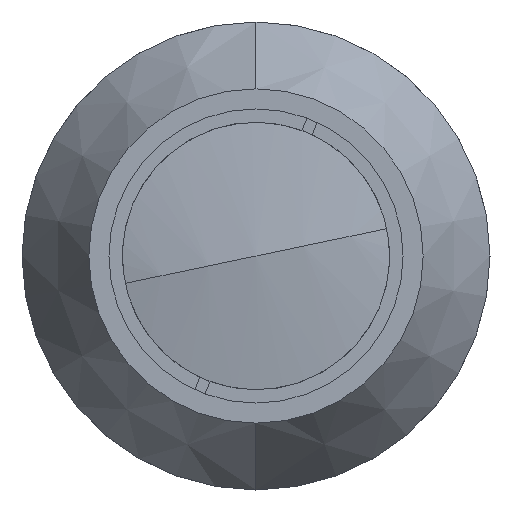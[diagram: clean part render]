
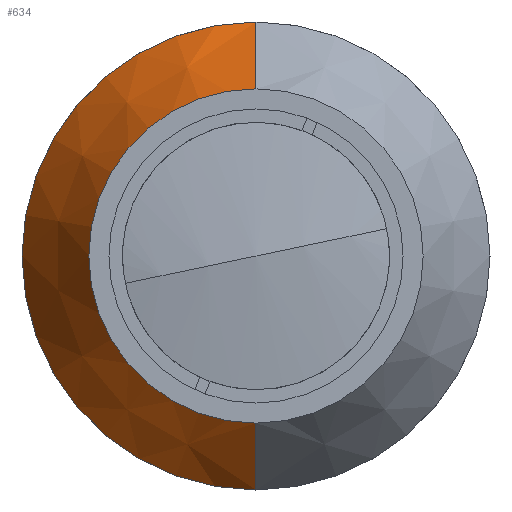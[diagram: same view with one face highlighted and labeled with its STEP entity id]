
A CAD part, left-side view. The second image highlights one B-rep face of the part: STEP entity #634.
In plain terms, the highlighted conical face has half-angle 30 degrees and reference radius 21 mm.
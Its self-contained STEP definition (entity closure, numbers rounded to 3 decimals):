
#348 = DIRECTION ( 'NONE',  ( 0., 0., 1. ) ) ;
#395 = EDGE_CURVE ( 'NONE', #4341, #1382, #3686, .T. ) ;
#438 = DIRECTION ( 'NONE',  ( 0., 0., 1. ) ) ;
#634 = ADVANCED_FACE ( 'NONE', ( #3304 ), #1050, .T. ) ;
#934 = CARTESIAN_POINT ( 'NONE',  ( 15., 0., -15. ) ) ;
#1041 = VECTOR ( 'NONE', #4246, 1000. ) ;
#1050 = CONICAL_SURFACE ( 'NONE', #4610, 21., 0.524 ) ;
#1108 = DIRECTION ( 'NONE',  ( 0., 0., -1. ) ) ;
#1213 = EDGE_CURVE ( 'NONE', #2372, #4341, #3943, .T. ) ;
#1382 = VERTEX_POINT ( 'NONE', #3721 ) ;
#1416 = EDGE_CURVE ( 'NONE', #2372, #3049, #2236, .T. ) ;
#1445 = EDGE_CURVE ( 'NONE', #3049, #1382, #4502, .T. ) ;
#1881 = CARTESIAN_POINT ( 'NONE',  ( 25.392, 0., 0. ) ) ;
#2236 = CIRCLE ( 'NONE', #4094, 15. ) ;
#2262 = ORIENTED_EDGE ( 'NONE', *, *, #1416, .F. ) ;
#2372 = VERTEX_POINT ( 'NONE', #4753 ) ;
#2497 = ORIENTED_EDGE ( 'NONE', *, *, #1445, .F. ) ;
#2537 = CARTESIAN_POINT ( 'NONE',  ( 15., 0., 0. ) ) ;
#2917 = DIRECTION ( 'NONE',  ( 1., 0., 0. ) ) ;
#3020 = DIRECTION ( 'NONE',  ( 0.866, 0., -0.5 ) ) ;
#3049 = VERTEX_POINT ( 'NONE', #934 ) ;
#3216 = ORIENTED_EDGE ( 'NONE', *, *, #1213, .T. ) ;
#3304 = FACE_OUTER_BOUND ( 'NONE', #3758, .T. ) ;
#3535 = CARTESIAN_POINT ( 'NONE',  ( 25.392, 0., 21. ) ) ;
#3593 = CARTESIAN_POINT ( 'NONE',  ( 25.392, 0., 0. ) ) ;
#3686 = CIRCLE ( 'NONE', #4306, 21. ) ;
#3721 = CARTESIAN_POINT ( 'NONE',  ( 25.392, 0., -21. ) ) ;
#3743 = DIRECTION ( 'NONE',  ( -1., 0., 0. ) ) ;
#3758 = EDGE_LOOP ( 'NONE', ( #2262, #3216, #4620, #2497 ) ) ;
#3773 = CARTESIAN_POINT ( 'NONE',  ( 25.392, 0., -21. ) ) ;
#3894 = CARTESIAN_POINT ( 'NONE',  ( 25.392, 0., 21. ) ) ;
#3943 = LINE ( 'NONE', #3535, #1041 ) ;
#4015 = DIRECTION ( 'NONE',  ( -1., 0., 0. ) ) ;
#4094 = AXIS2_PLACEMENT_3D ( 'NONE', #2537, #4015, #348 ) ;
#4246 = DIRECTION ( 'NONE',  ( 0.866, 0., 0.5 ) ) ;
#4306 = AXIS2_PLACEMENT_3D ( 'NONE', #1881, #3743, #438 ) ;
#4341 = VERTEX_POINT ( 'NONE', #3894 ) ;
#4397 = VECTOR ( 'NONE', #3020, 1000. ) ;
#4502 = LINE ( 'NONE', #3773, #4397 ) ;
#4610 = AXIS2_PLACEMENT_3D ( 'NONE', #3593, #2917, #1108 ) ;
#4620 = ORIENTED_EDGE ( 'NONE', *, *, #395, .T. ) ;
#4753 = CARTESIAN_POINT ( 'NONE',  ( 15., 0., 15. ) ) ;
